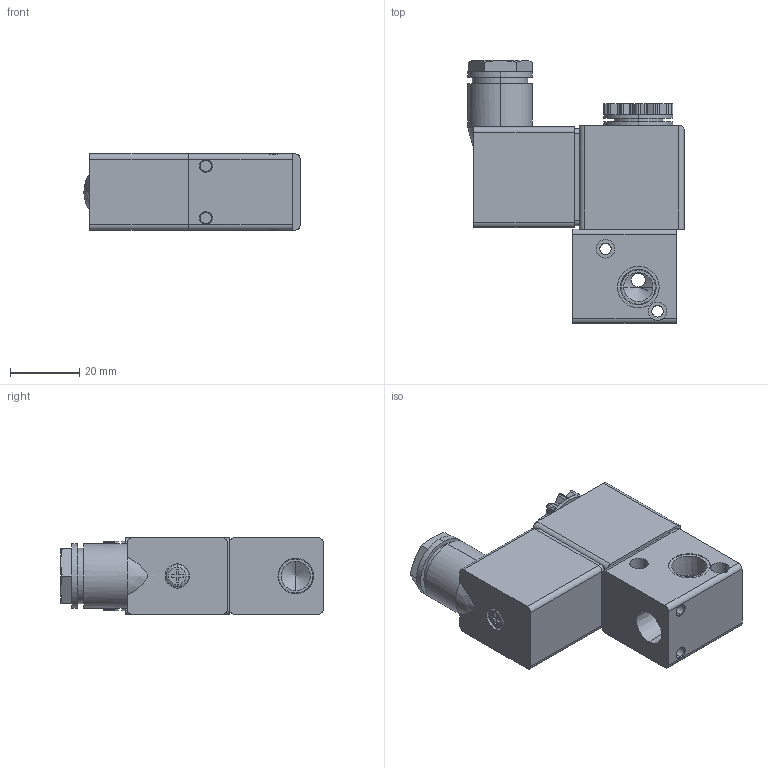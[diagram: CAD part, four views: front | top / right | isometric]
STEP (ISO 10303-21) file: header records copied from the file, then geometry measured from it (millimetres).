
FILE_DESCRIPTION (( 'STEP AP214' ), '1' );
FILE_NAME ('AVP-31C1-120A.step', '2018-05-17T15:35:27', ( '' ), ( '' ), 'SwSTEP 2.0', 'SolidWorks 2017', '' );
FILE_SCHEMA (( 'AUTOMOTIVE_DESIGN' ));
Length unit declared in the file: millimetre
Products named in the file (1): AVP-31C1-120A
Bounding box: 62.4 x 75.9 x 22 mm (x, y, z)
Volume: 59522.4 mm3; surface area: 15836.5 mm2
Topology: 3 solids, 3 shells, 226 faces, 589 edges, 381 vertices
Faces by surface type: cylinder 103, plane 102, cone 18, torus 2, bspline 1
Entity records: 7214 total; most frequent: CARTESIAN_POINT 1444, DIRECTION 1262, ORIENTED_EDGE 1162, EDGE_CURVE 581, AXIS2_PLACEMENT_3D 477, VERTEX_POINT 381, LINE 308, VECTOR 308
